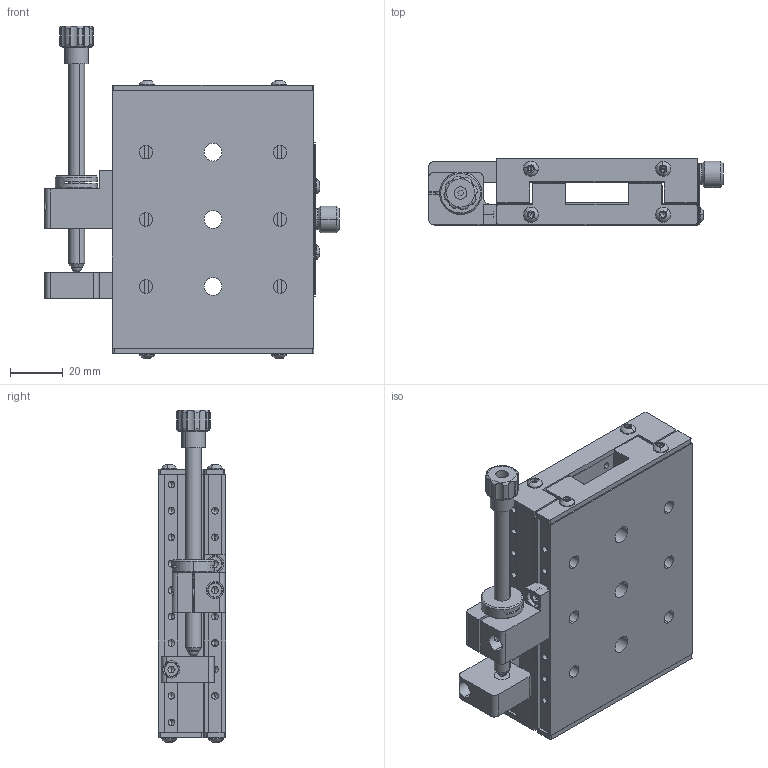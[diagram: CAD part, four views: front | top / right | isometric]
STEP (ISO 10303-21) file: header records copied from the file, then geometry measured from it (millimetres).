
FILE_DESCRIPTION (( 'STEP AP203' ), '1' );
FILE_NAME ('06PTS-1.5S.STEP', '2016-05-11T07:18:04', ( '' ), ( '' ), 'SwSTEP 2.0', 'SolidWorks 2016', '' );
FILE_SCHEMA (( 'CONFIG_CONTROL_DESIGN' ));
Products named in the file (1): 06PTS-1.5S
Bounding box: 111.3 x 25.4 x 125.6 mm (x, y, z)
Volume: 168520.5 mm3; surface area: 84507.4 mm2
Topology: 37 solids, 37 shells, 1860 faces, 4717 edges, 2864 vertices
Faces by surface type: cylinder 656, cone 644, plane 494, torus 44, sphere 22
Entity records: 56186 total; most frequent: CARTESIAN_POINT 10599, DIRECTION 10259, ORIENTED_EDGE 9120, EDGE_CURVE 4560, AXIS2_PLACEMENT_3D 4033, VERTEX_POINT 2861, LINE 2193, VECTOR 2193
